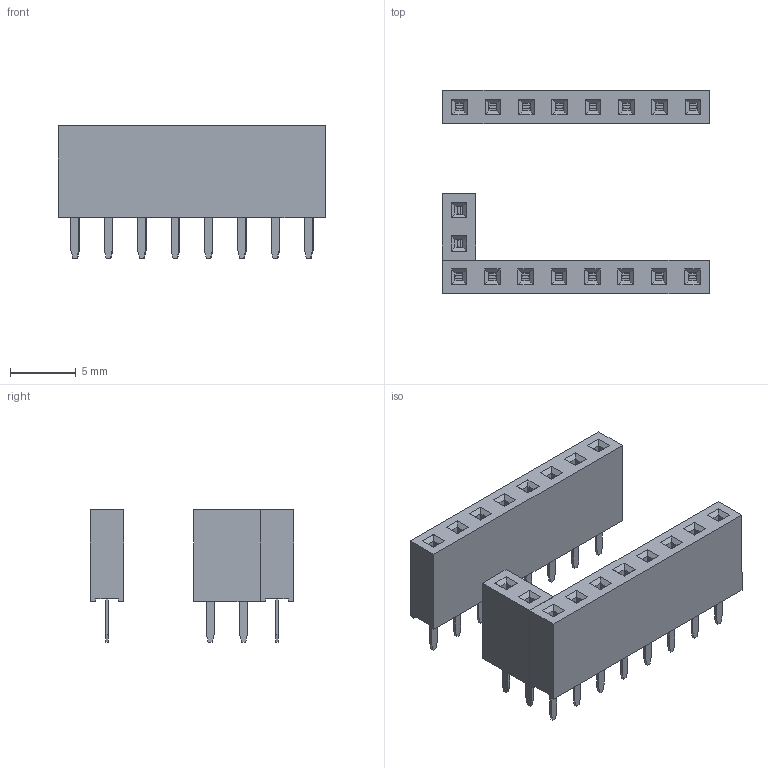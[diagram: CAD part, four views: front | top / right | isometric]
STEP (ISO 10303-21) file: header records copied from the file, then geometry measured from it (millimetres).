
FILE_DESCRIPTION(/* description */ (''),/* implementation_level */ '2;1');
FILE_NAME(/* name */ 'TMC2209.step',/* time_stamp */ '2024-05-10T19:45:55+05:30',/* author */ (''),/* organization */ (''),/* preprocessor_version */ 'ST-DEVELOPER v20',/* originating_system */ 'Autodesk Translation Framework v12.20.1.177',/* authorisation */ '');
FILE_SCHEMA (('AUTOMOTIVE_DESIGN { 1 0 10303 214 3 1 1 }'));
Length unit declared in the file: millimetre
Products named in the file (4): TMC2209 v1; TMC2209 v1.step; PinSocket_1x08_P2.54mm_Vertical.step.step; TMC2209 v1_1
Assembly tree (4 placements, depth 3):
  TMC2209 v1
    TMC2209 v1.step
      PinSocket_1x08_P2.54mm_Vertical.step.step  x2
    TMC2209 v1_1
Bounding box: 20.37 x 15.47 x 10.1 mm (x, y, z)
Volume: 764.5 mm3; surface area: 1366.3 mm2
Topology: 3 solids, 3 shells, 588 faces, 1512 edges, 984 vertices
Faces by surface type: plane 588
Entity records: 10079 total; most frequent: CARTESIAN_POINT 1738, ORIENTED_EDGE 1696, DIRECTION 1524, LINE 848, VECTOR 848, EDGE_CURVE 848, VERTEX_POINT 552, EDGE_LOOP 360
